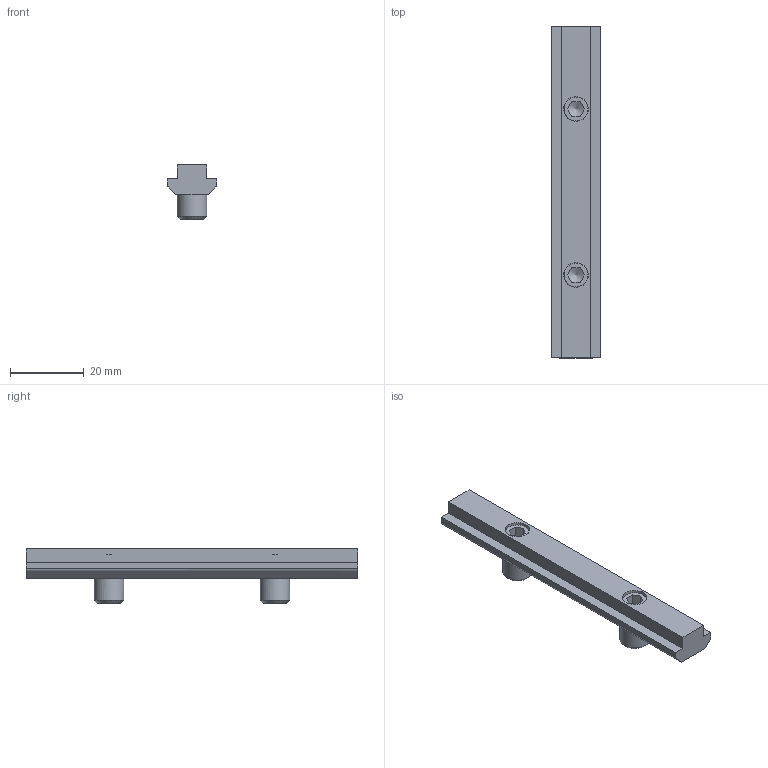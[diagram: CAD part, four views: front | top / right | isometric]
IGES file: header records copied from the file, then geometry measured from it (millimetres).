
Global section: file name: 321308; native system: Autodesk Inventor 2021; preprocessor: unknown; author: aluteckkpl_kk; date: 20220804.121743; units: millimetre
Bounding box: 13.5 x 90 x 14.7 mm (x, y, z)
Volume: 8080.5 mm3; surface area: 4982.8 mm2
Topology: 3 solids, 3 shells, 40 faces, 102 edges, 68 vertices
Faces by surface type: bspline 40
